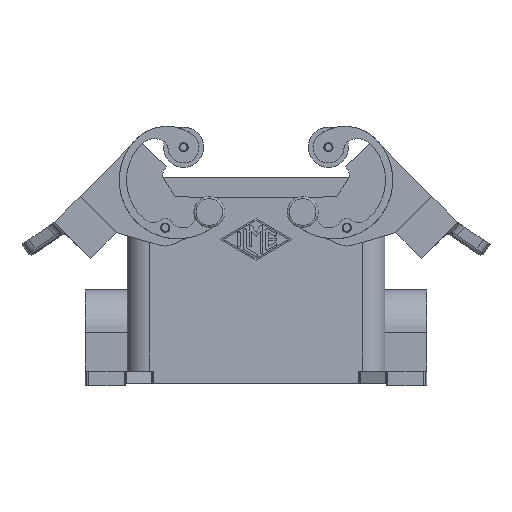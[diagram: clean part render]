
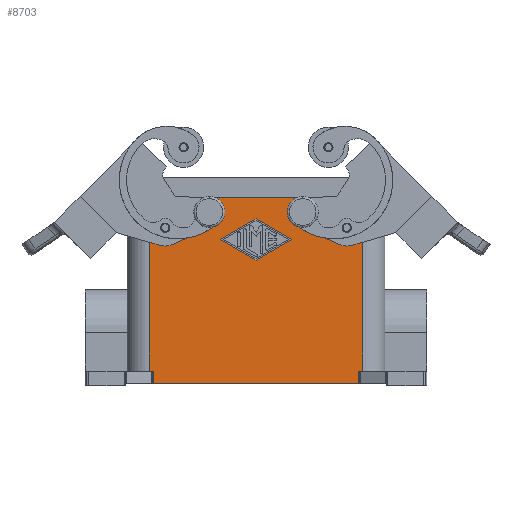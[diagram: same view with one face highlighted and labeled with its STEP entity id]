
A CAD part, front view. The second image highlights one B-rep face of the part: STEP entity #8703.
In plain terms, the highlighted planar face has unit normal (0, -1, 0).
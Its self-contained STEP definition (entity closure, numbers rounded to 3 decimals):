
#1136=CARTESIAN_POINT('',(-12.75,-21.75,22.0));
#1137=VERTEX_POINT('',#1136);
#1146=CARTESIAN_POINT('',(-12.75,-21.75,17.0));
#1147=VERTEX_POINT('',#1146);
#1148=CARTESIAN_POINT('',(-12.75,-21.75,19.5));
#1149=DIRECTION('',(0.0,1.0,0.0));
#1150=DIRECTION('',(0.0,0.0,1.0));
#1151=AXIS2_PLACEMENT_3D('',#1148,#1149,#1150);
#1152=CIRCLE('',#1151,2.5);
#1153=EDGE_CURVE('',#1147,#1137,#1152,.T.);
#2407=CARTESIAN_POINT('',(12.75,-21.75,22.0));
#2408=VERTEX_POINT('',#2407);
#2417=CARTESIAN_POINT('',(12.75,-21.75,17.0));
#2418=VERTEX_POINT('',#2417);
#2419=CARTESIAN_POINT('',(12.75,-21.75,19.5));
#2420=DIRECTION('',(0.0,1.0,0.0));
#2421=DIRECTION('',(0.0,0.0,1.0));
#2422=AXIS2_PLACEMENT_3D('',#2419,#2420,#2421);
#2423=CIRCLE('',#2422,2.5);
#2424=EDGE_CURVE('',#2418,#2408,#2423,.T.);
#7801=CARTESIAN_POINT('',(28.121,-21.75,-27.5));
#7802=VERTEX_POINT('',#7801);
#7810=CARTESIAN_POINT('',(-28.121,-21.75,-27.5));
#7811=VERTEX_POINT('',#7810);
#7812=CARTESIAN_POINT('',(28.121,-21.75,-27.5));
#7813=DIRECTION('',(-1.0,0.0,0.0));
#7814=VECTOR('',#7813,56.242);
#7815=LINE('',#7812,#7814);
#7816=EDGE_CURVE('',#7802,#7811,#7815,.T.);
#8481=CARTESIAN_POINT('',(29.25,-21.75,-24.0));
#8482=VERTEX_POINT('',#8481);
#8490=CARTESIAN_POINT('',(28.121,-21.75,-24.));
#8491=VERTEX_POINT('',#8490);
#8492=CARTESIAN_POINT('',(28.121,-21.75,-24.));
#8493=DIRECTION('',(1.0,0.0,0.0));
#8494=VECTOR('',#8493,1.129);
#8495=LINE('',#8492,#8494);
#8496=EDGE_CURVE('',#8491,#8482,#8495,.T.);
#8556=CARTESIAN_POINT('',(-28.121,-21.75,-24.));
#8557=VERTEX_POINT('',#8556);
#8558=CARTESIAN_POINT('',(-28.121,-21.75,-27.5));
#8559=DIRECTION('',(0.0,0.0,1.0));
#8560=VECTOR('',#8559,3.5);
#8561=LINE('',#8558,#8560);
#8562=EDGE_CURVE('',#7811,#8557,#8561,.T.);
#8598=CARTESIAN_POINT('',(28.121,-21.75,-24.));
#8599=DIRECTION('',(0.0,0.0,-1.0));
#8600=VECTOR('',#8599,3.5);
#8601=LINE('',#8598,#8600);
#8602=EDGE_CURVE('',#8491,#7802,#8601,.T.);
#8608=CARTESIAN_POINT('',(29.25,-21.75,1.5));
#8609=DIRECTION('',(0.0,-1.0,0.0));
#8610=DIRECTION('',(0.0,0.0,-1.0));
#8611=AXIS2_PLACEMENT_3D('',#8608,#8609,#8610);
#8612=PLANE('',#8611);
#8613=ORIENTED_EDGE('',*,*,#8562,.F.);
#8614=ORIENTED_EDGE('',*,*,#7816,.F.);
#8615=ORIENTED_EDGE('',*,*,#8602,.F.);
#8616=ORIENTED_EDGE('',*,*,#8496,.T.);
#8617=CARTESIAN_POINT('',(29.25,-21.75,23.5));
#8618=VERTEX_POINT('',#8617);
#8619=CARTESIAN_POINT('',(29.25,-21.75,23.5));
#8620=DIRECTION('',(0.0,0.0,-1.0));
#8621=VECTOR('',#8620,47.5);
#8622=LINE('',#8619,#8621);
#8623=EDGE_CURVE('',#8618,#8482,#8622,.T.);
#8624=ORIENTED_EDGE('',*,*,#8623,.F.);
#8625=CARTESIAN_POINT('',(-29.25,-21.75,23.5));
#8626=VERTEX_POINT('',#8625);
#8627=CARTESIAN_POINT('',(29.25,-21.75,23.5));
#8628=DIRECTION('',(-1.0,0.0,0.0));
#8629=VECTOR('',#8628,58.5);
#8630=LINE('',#8627,#8629);
#8631=EDGE_CURVE('',#8618,#8626,#8630,.T.);
#8632=ORIENTED_EDGE('',*,*,#8631,.T.);
#8633=CARTESIAN_POINT('',(-29.25,-21.75,-24.0));
#8634=VERTEX_POINT('',#8633);
#8635=CARTESIAN_POINT('',(-29.25,-21.75,23.5));
#8636=DIRECTION('',(0.0,0.0,-1.0));
#8637=VECTOR('',#8636,47.5);
#8638=LINE('',#8635,#8637);
#8639=EDGE_CURVE('',#8626,#8634,#8638,.T.);
#8640=ORIENTED_EDGE('',*,*,#8639,.T.);
#8641=CARTESIAN_POINT('',(-29.25,-21.75,-24.0));
#8642=DIRECTION('',(1.0,0.0,0.0));
#8643=VECTOR('',#8642,1.129);
#8644=LINE('',#8641,#8643);
#8645=EDGE_CURVE('',#8634,#8557,#8644,.T.);
#8646=ORIENTED_EDGE('',*,*,#8645,.T.);
#8647=EDGE_LOOP('',(#8613,#8614,#8615,#8616,#8624,#8632,#8640,#8646));
#8648=FACE_OUTER_BOUND('',#8647,.T.);
#8649=CARTESIAN_POINT('',(0.,-21.75,6.375));
#8650=VERTEX_POINT('',#8649);
#8651=CARTESIAN_POINT('',(-9.75,-21.75,12.));
#8652=VERTEX_POINT('',#8651);
#8653=CARTESIAN_POINT('',(0.,-21.75,6.375));
#8654=DIRECTION('',(-0.866,0.0,0.5));
#8655=VECTOR('',#8654,11.256);
#8656=LINE('',#8653,#8655);
#8657=EDGE_CURVE('',#8650,#8652,#8656,.T.);
#8658=ORIENTED_EDGE('',*,*,#8657,.T.);
#8659=CARTESIAN_POINT('',(0.,-21.75,17.625));
#8660=VERTEX_POINT('',#8659);
#8661=CARTESIAN_POINT('',(-9.75,-21.75,12.));
#8662=DIRECTION('',(0.866,0.0,0.5));
#8663=VECTOR('',#8662,11.256);
#8664=LINE('',#8661,#8663);
#8665=EDGE_CURVE('',#8652,#8660,#8664,.T.);
#8666=ORIENTED_EDGE('',*,*,#8665,.T.);
#8667=CARTESIAN_POINT('',(9.75,-21.75,12.0));
#8668=VERTEX_POINT('',#8667);
#8669=CARTESIAN_POINT('',(0.,-21.75,17.625));
#8670=DIRECTION('',(0.866,0.0,-0.5));
#8671=VECTOR('',#8670,11.256);
#8672=LINE('',#8669,#8671);
#8673=EDGE_CURVE('',#8660,#8668,#8672,.T.);
#8674=ORIENTED_EDGE('',*,*,#8673,.T.);
#8675=CARTESIAN_POINT('',(9.75,-21.75,12.0));
#8676=DIRECTION('',(-0.866,0.0,-0.5));
#8677=VECTOR('',#8676,11.256);
#8678=LINE('',#8675,#8677);
#8679=EDGE_CURVE('',#8668,#8650,#8678,.T.);
#8680=ORIENTED_EDGE('',*,*,#8679,.T.);
#8681=EDGE_LOOP('',(#8658,#8666,#8674,#8680));
#8682=FACE_BOUND('',#8681,.T.);
#8683=ORIENTED_EDGE('',*,*,#2424,.T.);
#8684=CARTESIAN_POINT('',(12.75,-21.75,19.5));
#8685=DIRECTION('',(0.0,1.0,0.0));
#8686=DIRECTION('',(0.0,0.0,1.0));
#8687=AXIS2_PLACEMENT_3D('',#8684,#8685,#8686);
#8688=CIRCLE('',#8687,2.5);
#8689=EDGE_CURVE('',#2408,#2418,#8688,.T.);
#8690=ORIENTED_EDGE('',*,*,#8689,.T.);
#8691=EDGE_LOOP('',(#8683,#8690));
#8692=FACE_BOUND('',#8691,.T.);
#8693=ORIENTED_EDGE('',*,*,#1153,.T.);
#8694=CARTESIAN_POINT('',(-12.75,-21.75,19.5));
#8695=DIRECTION('',(0.0,1.0,0.0));
#8696=DIRECTION('',(0.0,0.0,1.0));
#8697=AXIS2_PLACEMENT_3D('',#8694,#8695,#8696);
#8698=CIRCLE('',#8697,2.5);
#8699=EDGE_CURVE('',#1137,#1147,#8698,.T.);
#8700=ORIENTED_EDGE('',*,*,#8699,.T.);
#8701=EDGE_LOOP('',(#8693,#8700));
#8702=FACE_BOUND('',#8701,.T.);
#8703=ADVANCED_FACE('',(#8648,#8682,#8692,#8702),#8612,.T.);
